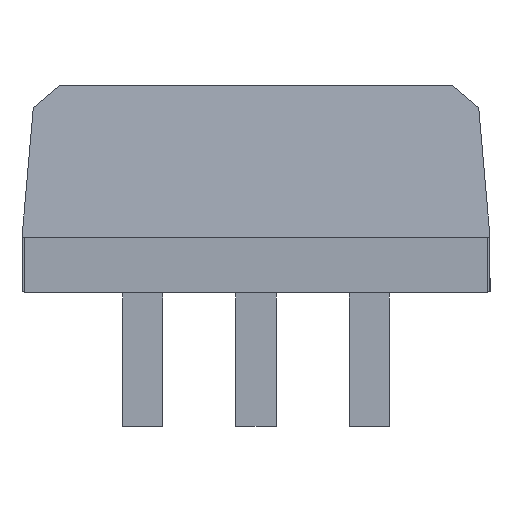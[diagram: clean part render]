
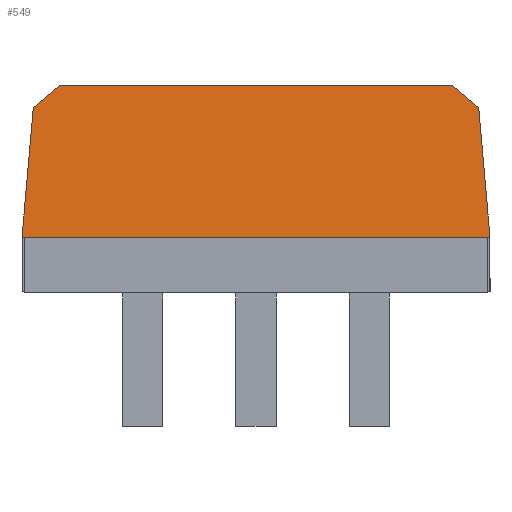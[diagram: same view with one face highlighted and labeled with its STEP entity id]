
A CAD part, left-side view. The second image highlights one B-rep face of the part: STEP entity #549.
In plain terms, the highlighted planar face has unit normal (-0.996, 0, 0.087).
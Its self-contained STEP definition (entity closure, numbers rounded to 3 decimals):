
#76 = CARTESIAN_POINT ( 'NONE',  ( 3.254, -4.996, 4.152 ) ) ;
#151 = CARTESIAN_POINT ( 'NONE',  ( 3.297, 4.403, 4.65 ) ) ;
#236 = ORIENTED_EDGE ( 'NONE', *, *, #2009, .F. ) ;
#250 = CARTESIAN_POINT ( 'NONE',  ( 3., -5.2, 1.25 ) ) ;
#256 = VERTEX_POINT ( 'NONE', #951 ) ;
#259 = ORIENTED_EDGE ( 'NONE', *, *, #1611, .T. ) ;
#280 = CARTESIAN_POINT ( 'NONE',  ( 3.254, 4.996, 4.152 ) ) ;
#322 = DIRECTION ( 'NONE',  ( 0., 1., 0. ) ) ;
#346 = CARTESIAN_POINT ( 'NONE',  ( 3., 5.25, 1.25 ) ) ;
#351 = VERTEX_POINT ( 'NONE', #250 ) ;
#393 = VERTEX_POINT ( 'NONE', #1182 ) ;
#439 = VERTEX_POINT ( 'NONE', #1608 ) ;
#547 = VERTEX_POINT ( 'NONE', #560 ) ;
#549 = ADVANCED_FACE ( 'NONE', ( #1274 ), #1344, .T. ) ;
#560 = CARTESIAN_POINT ( 'NONE',  ( 3., 5.25, 1.25 ) ) ;
#585 = ORIENTED_EDGE ( 'NONE', *, *, #2298, .T. ) ;
#594 = VECTOR ( 'NONE', #322, 1000. ) ;
#646 = CARTESIAN_POINT ( 'NONE',  ( 3., 0., 1.25 ) ) ;
#649 = ORIENTED_EDGE ( 'NONE', *, *, #1526, .T. ) ;
#657 = EDGE_CURVE ( 'NONE', #439, #2255, #1304, .T. ) ;
#788 = CARTESIAN_POINT ( 'NONE',  ( 3., 12.645, 1.25 ) ) ;
#821 = VECTOR ( 'NONE', #1006, 1000. ) ;
#866 = LINE ( 'NONE', #1962, #1729 ) ;
#943 = DIRECTION ( 'NONE',  ( 0.087, 0., 0.996 ) ) ;
#951 = CARTESIAN_POINT ( 'NONE',  ( 3.297, -4.403, 4.65 ) ) ;
#980 = VECTOR ( 'NONE', #2320, 1000. ) ;
#981 = LINE ( 'NONE', #76, #2411 ) ;
#1006 = DIRECTION ( 'NONE',  ( 0.087, 0.087, 0.992 ) ) ;
#1083 = LINE ( 'NONE', #151, #1614 ) ;
#1182 = CARTESIAN_POINT ( 'NONE',  ( 3.297, 4.403, 4.65 ) ) ;
#1274 = FACE_OUTER_BOUND ( 'NONE', #1585, .T. ) ;
#1296 = VECTOR ( 'NONE', #1332, 1000. ) ;
#1299 = AXIS2_PLACEMENT_3D ( 'NONE', #788, #2057, #943 ) ;
#1304 = LINE ( 'NONE', #1390, #821 ) ;
#1332 = DIRECTION ( 'NONE',  ( 0., 1., 0. ) ) ;
#1344 = PLANE ( 'NONE',  #1299 ) ;
#1390 = CARTESIAN_POINT ( 'NONE',  ( 3., -5.25, 1.25 ) ) ;
#1410 = VERTEX_POINT ( 'NONE', #280 ) ;
#1525 = DIRECTION ( 'NONE',  ( 0.056, 0.765, 0.642 ) ) ;
#1526 = EDGE_CURVE ( 'NONE', #256, #393, #1620, .T. ) ;
#1585 = EDGE_LOOP ( 'NONE', ( #585, #649, #2116, #259, #1893, #2215, #236, #1662 ) ) ;
#1608 = CARTESIAN_POINT ( 'NONE',  ( 3., -5.25, 1.25 ) ) ;
#1611 = EDGE_CURVE ( 'NONE', #1410, #547, #866, .T. ) ;
#1614 = VECTOR ( 'NONE', #1824, 1000. ) ;
#1620 = LINE ( 'NONE', #2135, #980 ) ;
#1639 = EDGE_CURVE ( 'NONE', #351, #2128, #2159, .T. ) ;
#1662 = ORIENTED_EDGE ( 'NONE', *, *, #657, .T. ) ;
#1671 = VECTOR ( 'NONE', #2326, 1000. ) ;
#1729 = VECTOR ( 'NONE', #1942, 1000. ) ;
#1769 = EDGE_CURVE ( 'NONE', #2128, #547, #2382, .T. ) ;
#1824 = DIRECTION ( 'NONE',  ( -0.056, 0.765, -0.642 ) ) ;
#1848 = LINE ( 'NONE', #346, #1296 ) ;
#1893 = ORIENTED_EDGE ( 'NONE', *, *, #1769, .F. ) ;
#1942 = DIRECTION ( 'NONE',  ( -0.087, 0.087, -0.992 ) ) ;
#1962 = CARTESIAN_POINT ( 'NONE',  ( 3.254, 4.996, 4.152 ) ) ;
#1970 = CARTESIAN_POINT ( 'NONE',  ( 3., 5.25, 1.25 ) ) ;
#2009 = EDGE_CURVE ( 'NONE', #439, #351, #1848, .T. ) ;
#2057 = DIRECTION ( 'NONE',  ( -0.996, 0., 0.087 ) ) ;
#2083 = CARTESIAN_POINT ( 'NONE',  ( 3., 5.2, 1.25 ) ) ;
#2116 = ORIENTED_EDGE ( 'NONE', *, *, #2381, .T. ) ;
#2128 = VERTEX_POINT ( 'NONE', #2083 ) ;
#2135 = CARTESIAN_POINT ( 'NONE',  ( 3.297, 12.645, 4.65 ) ) ;
#2159 = LINE ( 'NONE', #646, #1671 ) ;
#2215 = ORIENTED_EDGE ( 'NONE', *, *, #1639, .F. ) ;
#2255 = VERTEX_POINT ( 'NONE', #2296 ) ;
#2296 = CARTESIAN_POINT ( 'NONE',  ( 3.254, -4.996, 4.152 ) ) ;
#2298 = EDGE_CURVE ( 'NONE', #2255, #256, #981, .T. ) ;
#2320 = DIRECTION ( 'NONE',  ( 0., 1., 0. ) ) ;
#2326 = DIRECTION ( 'NONE',  ( 0., 1., 0. ) ) ;
#2381 = EDGE_CURVE ( 'NONE', #393, #1410, #1083, .T. ) ;
#2382 = LINE ( 'NONE', #1970, #594 ) ;
#2411 = VECTOR ( 'NONE', #1525, 1000. ) ;
